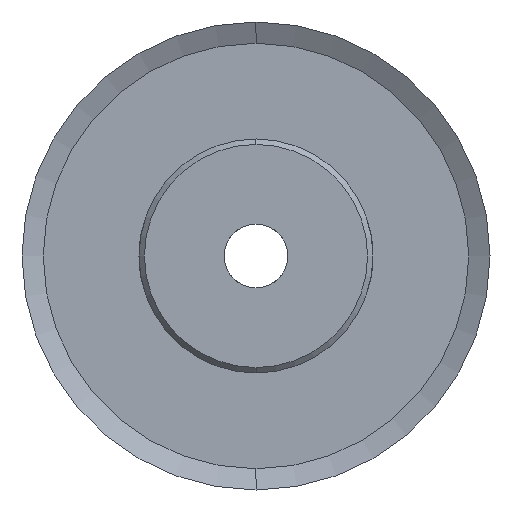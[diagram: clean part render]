
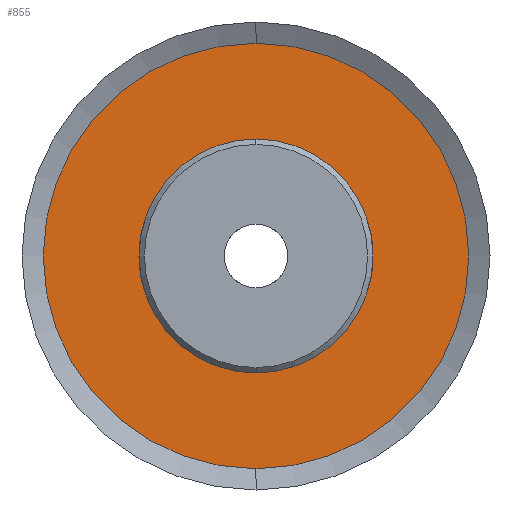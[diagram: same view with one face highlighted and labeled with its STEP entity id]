
A CAD part, left-side view. The second image highlights one B-rep face of the part: STEP entity #855.
In plain terms, the highlighted planar face has unit normal (-1, 0, 0).
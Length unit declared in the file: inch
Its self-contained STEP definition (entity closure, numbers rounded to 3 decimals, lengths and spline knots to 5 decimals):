
#255 = EDGE_CURVE ( 'NONE', #6410, #4521, #299, .T. ) ;
#299 = CIRCLE ( 'NONE', #1292, 0.21654 ) ;
#696 = FACE_OUTER_BOUND ( 'NONE', #2561, .T. ) ;
#747 = CARTESIAN_POINT ( 'NONE',  ( -0.12402, 0., 0.21654 ) ) ;
#839 = EDGE_LOOP ( 'NONE', ( #6580, #3926 ) ) ;
#855 = ADVANCED_FACE ( 'NONE', ( #6453, #696 ), #3019, .T. ) ;
#1202 = CARTESIAN_POINT ( 'NONE',  ( -0.12402, 0., 0.3937 ) ) ;
#1292 = AXIS2_PLACEMENT_3D ( 'NONE', #3744, #3487, #3469 ) ;
#1511 = EDGE_CURVE ( 'NONE', #4521, #6410, #1754, .T. ) ;
#1689 = CIRCLE ( 'NONE', #5650, 0.3937 ) ;
#1754 = CIRCLE ( 'NONE', #3519, 0.21654 ) ;
#2455 = CARTESIAN_POINT ( 'NONE',  ( -0.12402, 0., -0.21654 ) ) ;
#2506 = CARTESIAN_POINT ( 'NONE',  ( -0.12402, 0., 0. ) ) ;
#2561 = EDGE_LOOP ( 'NONE', ( #6583, #3235 ) ) ;
#2608 = VERTEX_POINT ( 'NONE', #1202 ) ;
#2719 = DIRECTION ( 'NONE',  ( 1., 0., 0. ) ) ;
#2837 = CARTESIAN_POINT ( 'NONE',  ( -0.12402, 0., 0. ) ) ;
#2867 = AXIS2_PLACEMENT_3D ( 'NONE', #4606, #3091, #3115 ) ;
#3019 = PLANE ( 'NONE',  #2867 ) ;
#3049 = DIRECTION ( 'NONE',  ( 0., 0., -1. ) ) ;
#3091 = DIRECTION ( 'NONE',  ( -1., 0., 0. ) ) ;
#3115 = DIRECTION ( 'NONE',  ( 0., 0., 1. ) ) ;
#3235 = ORIENTED_EDGE ( 'NONE', *, *, #3258, .F. ) ;
#3258 = EDGE_CURVE ( 'NONE', #3510, #2608, #1689, .T. ) ;
#3300 = CARTESIAN_POINT ( 'NONE',  ( -0.12402, 0., -0.3937 ) ) ;
#3364 = DIRECTION ( 'NONE',  ( 0., 0., -1. ) ) ;
#3415 = AXIS2_PLACEMENT_3D ( 'NONE', #2837, #6552, #3364 ) ;
#3469 = DIRECTION ( 'NONE',  ( 0., 0., -1. ) ) ;
#3487 = DIRECTION ( 'NONE',  ( 1., 0., 0. ) ) ;
#3510 = VERTEX_POINT ( 'NONE', #3300 ) ;
#3519 = AXIS2_PLACEMENT_3D ( 'NONE', #5893, #2719, #6426 ) ;
#3744 = CARTESIAN_POINT ( 'NONE',  ( -0.12402, 0., 0. ) ) ;
#3926 = ORIENTED_EDGE ( 'NONE', *, *, #1511, .T. ) ;
#4521 = VERTEX_POINT ( 'NONE', #747 ) ;
#4606 = CARTESIAN_POINT ( 'NONE',  ( -0.12402, 0.3937, 0. ) ) ;
#5650 = AXIS2_PLACEMENT_3D ( 'NONE', #2506, #6222, #3049 ) ;
#5824 = CIRCLE ( 'NONE', #3415, 0.3937 ) ;
#5893 = CARTESIAN_POINT ( 'NONE',  ( -0.12402, 0., 0. ) ) ;
#6222 = DIRECTION ( 'NONE',  ( 1., 0., 0. ) ) ;
#6261 = EDGE_CURVE ( 'NONE', #2608, #3510, #5824, .T. ) ;
#6410 = VERTEX_POINT ( 'NONE', #2455 ) ;
#6426 = DIRECTION ( 'NONE',  ( 0., 0., -1. ) ) ;
#6453 = FACE_BOUND ( 'NONE', #839, .T. ) ;
#6552 = DIRECTION ( 'NONE',  ( 1., 0., 0. ) ) ;
#6580 = ORIENTED_EDGE ( 'NONE', *, *, #255, .T. ) ;
#6583 = ORIENTED_EDGE ( 'NONE', *, *, #6261, .F. ) ;
